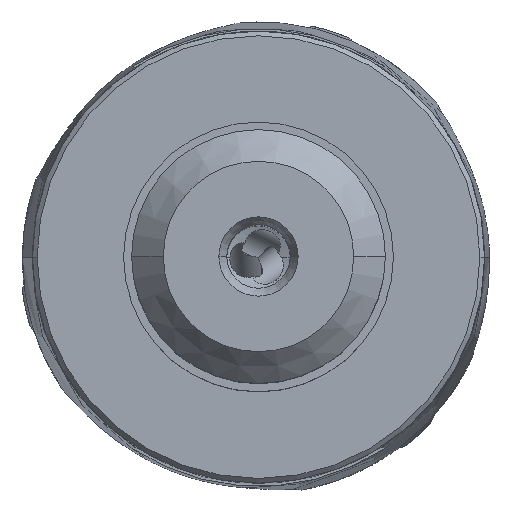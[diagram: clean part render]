
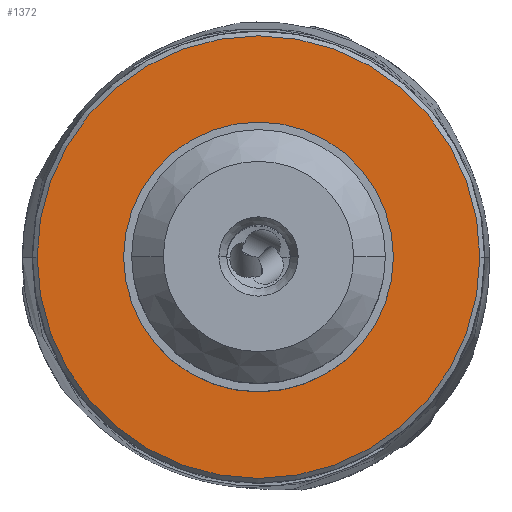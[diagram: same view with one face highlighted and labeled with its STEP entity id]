
A CAD part, top view. The second image highlights one B-rep face of the part: STEP entity #1372.
In plain terms, the highlighted planar face has unit normal (0, 0, 1).
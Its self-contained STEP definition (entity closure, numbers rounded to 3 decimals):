
#1372=ADVANCED_FACE('',(#1701,#1702),#1643,.T.);
#1643=PLANE('',#7930);
#1701=FACE_BOUND('',#1916,.T.);
#1702=FACE_BOUND('',#1917,.T.);
#1916=EDGE_LOOP('',(#3732,#3733,#3734));
#1917=EDGE_LOOP('',(#3735,#3736));
#2288=CIRCLE('',#7922,8.5);
#2290=CIRCLE('',#7925,8.5);
#2291=CIRCLE('',#7927,13.95);
#2292=CIRCLE('',#7928,13.95);
#2293=CIRCLE('',#7929,13.95);
#3732=ORIENTED_EDGE('',*,*,#6240,.F.);
#3733=ORIENTED_EDGE('',*,*,#6241,.F.);
#3734=ORIENTED_EDGE('',*,*,#6242,.F.);
#3735=ORIENTED_EDGE('',*,*,#6237,.F.);
#3736=ORIENTED_EDGE('',*,*,#6239,.F.);
#5277=VERTEX_POINT('',#14893);
#5278=VERTEX_POINT('',#14895);
#5279=VERTEX_POINT('',#14901);
#5280=VERTEX_POINT('',#14902);
#5281=VERTEX_POINT('',#14904);
#6237=EDGE_CURVE('',#5277,#5278,#2288,.T.);
#6239=EDGE_CURVE('',#5278,#5277,#2290,.T.);
#6240=EDGE_CURVE('',#5279,#5280,#2291,.T.);
#6241=EDGE_CURVE('',#5281,#5279,#2292,.T.);
#6242=EDGE_CURVE('',#5280,#5281,#2293,.T.);
#7922=AXIS2_PLACEMENT_3D('',#14894,#9415,#9416);
#7925=AXIS2_PLACEMENT_3D('',#14898,#9421,#9422);
#7927=AXIS2_PLACEMENT_3D('',#14900,#9425,#9426);
#7928=AXIS2_PLACEMENT_3D('',#14903,#9427,#9428);
#7929=AXIS2_PLACEMENT_3D('',#14905,#9429,#9430);
#7930=AXIS2_PLACEMENT_3D('',#14906,#9431,#9432);
#9415=DIRECTION('',(0.,0.,1.));
#9416=DIRECTION('',(1.,0.,0.));
#9421=DIRECTION('',(0.,0.,1.));
#9422=DIRECTION('',(-1.,0.,0.));
#9425=DIRECTION('',(0.,0.,-1.));
#9426=DIRECTION('',(-1.,0.,0.));
#9427=DIRECTION('',(0.,0.,-1.));
#9428=DIRECTION('',(0.,-1.,0.));
#9429=DIRECTION('',(0.,0.,-1.));
#9430=DIRECTION('',(1.,0.,0.));
#9431=DIRECTION('',(0.,0.,1.));
#9432=DIRECTION('',(-1.,0.,0.));
#14893=CARTESIAN_POINT('',(8.5,0.,0.));
#14894=CARTESIAN_POINT('',(0.,0.,0.));
#14895=CARTESIAN_POINT('',(-8.5,0.,0.));
#14898=CARTESIAN_POINT('',(0.,0.,0.));
#14900=CARTESIAN_POINT('',(0.,0.,0.));
#14901=CARTESIAN_POINT('',(-13.95,0.,0.));
#14902=CARTESIAN_POINT('',(13.95,0.,0.));
#14903=CARTESIAN_POINT('',(0.,0.,0.));
#14904=CARTESIAN_POINT('',(0.,-13.95,0.));
#14905=CARTESIAN_POINT('',(0.,0.,0.));
#14906=CARTESIAN_POINT('',(0.,0.,0.));
